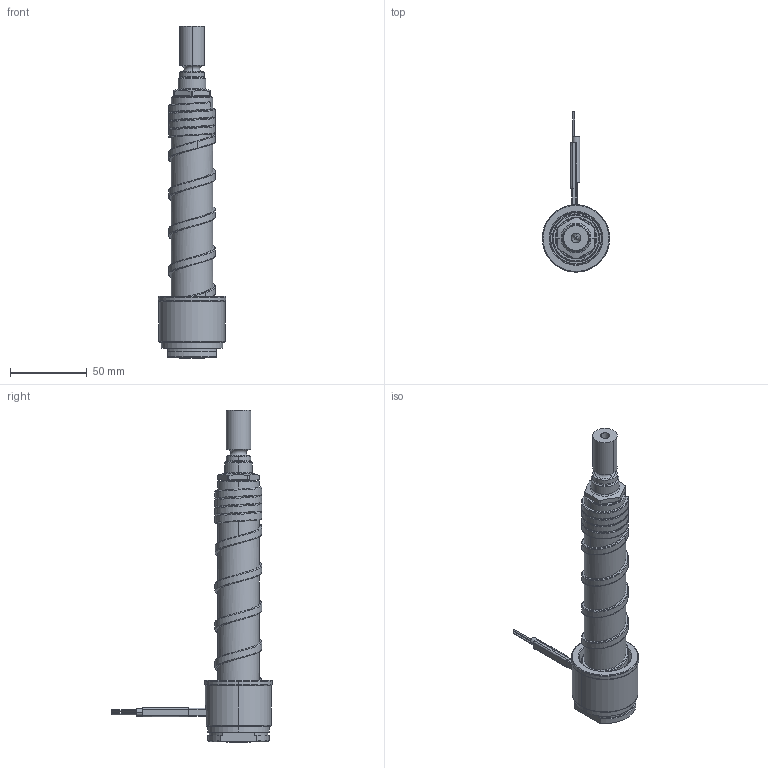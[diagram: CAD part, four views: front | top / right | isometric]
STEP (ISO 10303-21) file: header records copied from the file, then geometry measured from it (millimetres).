
FILE_DESCRIPTION((''),'2;1');
FILE_NAME('EL-186-BEU-H','2014-02-28T',('Íàòàëüÿ'),('IMID'),'PRO/ENGINEER BY PARAMETRIC TECHNOLOGY CORPORATION, 2010180','PRO/ENGINEER BY PARAMETRIC TECHNOLOGY CORPORATION, 2010180','');
FILE_SCHEMA(('CONFIG_CONTROL_DESIGN'));
Length unit declared in the file: millimetre
Products named in the file (1): EL-186-BEU-H
Bounding box: 44 x 104.5 x 216.3 mm (x, y, z)
Volume: 127032.8 mm3; surface area: 44494.7 mm2
Topology: 1 solids, 9 shells, 356 faces, 1000 edges, 626 vertices
Faces by surface type: cylinder 112, bspline 74, cone 68, plane 54, torus 32, extrusion 8, revolution 6, sphere 2
Entity records: 24774 total; most frequent: CARTESIAN_POINT 16233, ORIENTED_EDGE 1960, DIRECTION 1518, EDGE_CURVE 992, VERTEX_POINT 626, AXIS2_PLACEMENT_3D 601, EDGE_LOOP 380, B_SPLINE_CURVE_WITH_KNOTS 372
